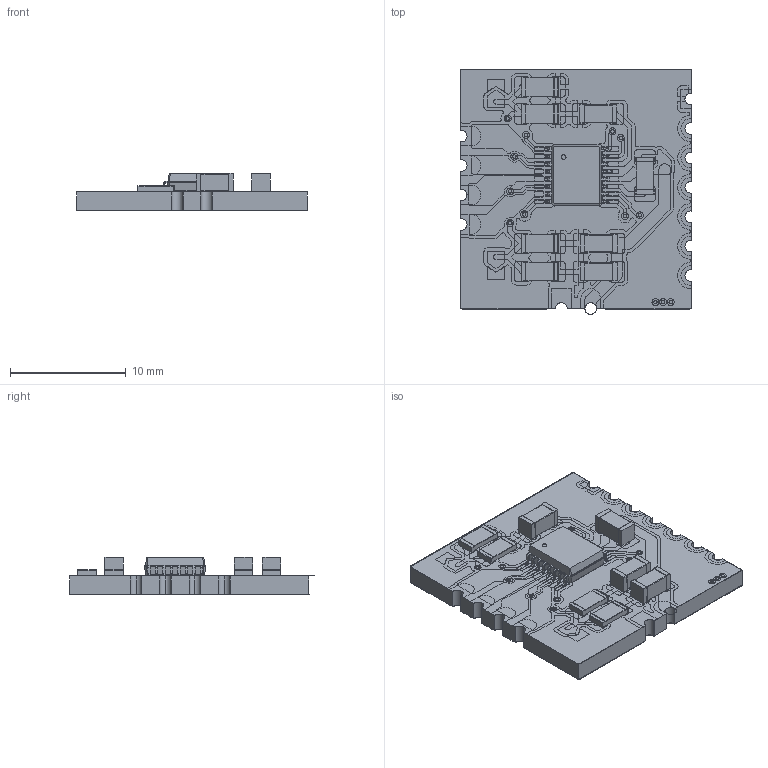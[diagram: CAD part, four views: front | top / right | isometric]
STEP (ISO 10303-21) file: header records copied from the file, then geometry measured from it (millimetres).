
FILE_DESCRIPTION(('FreeCAD Model'),'2;1');
FILE_NAME('Open CASCADE Shape Model','2024-04-30T11:58:30',(''),(''), 'Open CASCADE STEP processor 7.6','FreeCAD','Unknown');
FILE_SCHEMA(('AUTOMOTIVE_DESIGN { 1 0 10303 214 1 1 1 1 }'));
Length unit declared in the file: millimetre
Products named in the file (22): ModDriver; Local_CS_78ff; Board_Geoms_78ff; Pcb_78ff; PCB_Sketch_78ff; topPads_78ff_cut; topTracks_78ff; topZones_78ff; botPads_78ff_cut; botTracks_78ff; botZones_78ff; Step_Models_78ff; Top_78ff; ${REFERENCE}_TSSOP_16_1EP_44x5mm_Pitch065mm_EP34x5mm_null; ${REFERENCE}_R_1206_3216Metric_null; ${REFERENCE}_R_1206_3216Metric_null001; ${REFERENCE}_C_1206_3216Metric_null; ${REFERENCE}_C_1206_3216Metric_null001; ${REFERENCE}_C_1206_3216Metric_null002; ${REFERENCE}_C_1206_3216Metric_null003; ${REFERENCE}_R_1206_3216Metric_null002; ${REFERENCE}_R_1206_3216Metric_null003
Assembly tree (21 placements, depth 4):
  ModDriver
    Local_CS_78ff
    Board_Geoms_78ff
      Pcb_78ff
      PCB_Sketch_78ff
      topPads_78ff_cut
      topTracks_78ff
      topZones_78ff
      botPads_78ff_cut
      botTracks_78ff
      botZones_78ff
    Step_Models_78ff
      Top_78ff
        ${REFERENCE}_TSSOP_16_1EP_44x5mm_Pitch065mm_EP34x5mm_null
        ${REFERENCE}_R_1206_3216Metric_null
        ${REFERENCE}_R_1206_3216Metric_null001
        ${REFERENCE}_C_1206_3216Metric_null
        ${REFERENCE}_C_1206_3216Metric_null001
        ${REFERENCE}_C_1206_3216Metric_null002
        ${REFERENCE}_C_1206_3216Metric_null003
        ${REFERENCE}_R_1206_3216Metric_null002
        ${REFERENCE}_R_1206_3216Metric_null003
Bounding box: 19.96 x 21.14 x 3.22 mm (x, y, z)
Volume: 721.3 mm3; surface area: 1938.3 mm2
Topology: 10 solids, 129 shells, 655 faces, 5721 edges, 5218 vertices
Faces by surface type: plane 445, cylinder 170, bspline 40
Full cylindrical faces by diameter (mm): 0.2 x6, 0.4 x1
Entity records: 57790 total; most frequent: CARTESIAN_POINT 11768, DIRECTION 7763, ORIENTED_EDGE 7134, EDGE_CURVE 5717, VERTEX_POINT 5210, LINE 4889, VECTOR 4889, AXIS2_PLACEMENT_3D 1437
